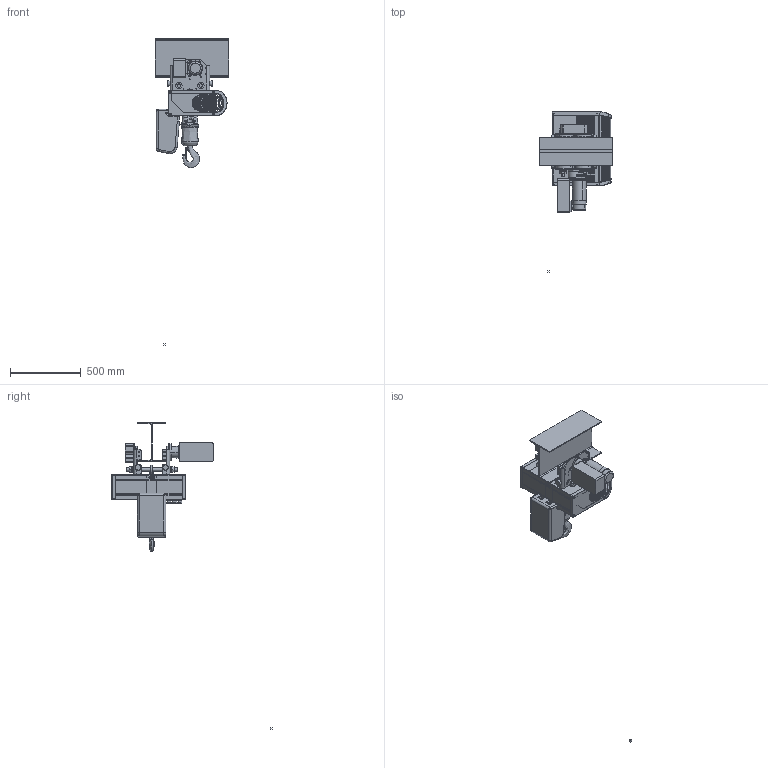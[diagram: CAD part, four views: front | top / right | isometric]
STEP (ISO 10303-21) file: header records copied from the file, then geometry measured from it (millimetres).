
FILE_DESCRIPTION(('STEP AP214'),'1');
FILE_NAME('temp1.stp','2014-09-19T06:23:49',(' '),(' '),'Spatial InterOp 3D',' ',' ');
FILE_SCHEMA(('automotive_design'));
Length unit declared in the file: millimetre
Products named in the file (49): Crane_3D; Fixing; Frame2; Hoi_K10_center_frame2; Hoi_K10_Left_frame2; Hoi_K10_Right_frame2; EL_plugs; H1-1448639_CLX10-2-FALL-MOTO; Cover_1; K10_1_cover2; K10_1_cover3; K10_1_cover1; HoiChaBag_K10_2; Hoi_C2_tro; Hoi_Fix; Shaft; Hoi_C2_tro1; Hoi_C2_tro2; HoiXNCont; GEAR_TMU2; Gear_TMU2; MFTMU; Hoi_C2_Nut; PART122; PART111; PART40; PART97; Hoi_Fix_C2; Hook_KX08_1R2; Block_K10_2; HookRSN08; HoiGir; Part_constr_2d
Assembly tree (48 placements, depth 5):
  Crane_3D
    Fixing
    H1-1448639_CLX10-2-FALL-MOTO
      Frame2
        Hoi_K10_center_frame2
        Hoi_K10_Left_frame2
        Hoi_K10_Right_frame2
        EL_plugs
      Cover_1
        K10_1_cover2
        K10_1_cover3
        K10_1_cover1
      HoiChaBag_K10_2
      Hoi_C2_tro
        Hoi_Fix
        Shaft
        Shaft
        Hoi_C2_tro1
        Hoi_C2_tro2
        HoiXNCont
        GEAR_TMU2
          Gear_TMU2
          MFTMU
        Hoi_C2_Nut
          PART122
          PART111
          PART40
          PART97
        Hoi_C2_Nut
          PART122
          PART111
          PART40
          PART97
        Hoi_C2_Nut
          PART122
          PART111
          PART40
          PART97
        Hoi_C2_Nut
          PART122
          PART111
          PART40
          PART97
        Hoi_Fix_C2
    Hook_KX08_1R2
      Block_K10_2
      HookRSN08
    HoiGir
    Part_constr_2d
Bounding box: 520 x 1130 x 2166.67 mm (x, y, z)
Volume: 19568659.7 mm3; surface area: 4110469.2 mm2
Topology: 38 solids, 109 shells, 2597 faces, 7392 edges, 4910 vertices
Faces by surface type: cylinder 1367, plane 1043, torus 99, bspline 44, cone 38, sphere 6
Entity records: 143154 total; most frequent: CARTESIAN_POINT 32480, DIRECTION 15123, ORIENTED_EDGE 14382, EDGE_CURVE 7374, STYLED_ITEM 6415, PRESENTATION_STYLE_ASSIGNMENT 6415, COLOUR_RGB 6415, AXIS2_PLACEMENT_3D 5559
